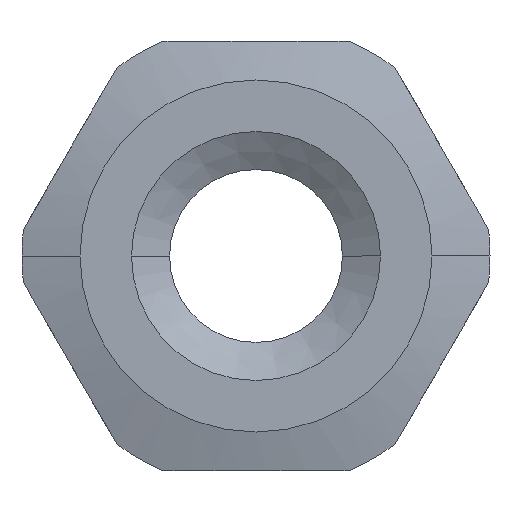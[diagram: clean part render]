
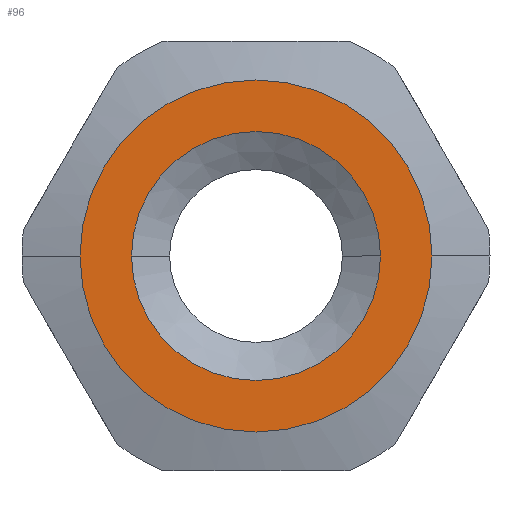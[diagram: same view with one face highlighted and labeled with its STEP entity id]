
A CAD part, left-side view. The second image highlights one B-rep face of the part: STEP entity #96.
In plain terms, the highlighted planar face has unit normal (-1, 0, 0).
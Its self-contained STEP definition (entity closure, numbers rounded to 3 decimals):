
#96=ADVANCED_FACE('',(#188,#189),#190,.T.);
#188=FACE_BOUND('',#275,.T.);
#189=FACE_OUTER_BOUND('',#276,.T.);
#190=PLANE('',#277);
#275=EDGE_LOOP('',(#489,#490));
#276=EDGE_LOOP('',(#491,#492));
#277=AXIS2_PLACEMENT_3D('',#493,#494,#495);
#489=ORIENTED_EDGE('',*,*,#541,.T.);
#490=ORIENTED_EDGE('',*,*,#598,.T.);
#491=ORIENTED_EDGE('',*,*,#544,.F.);
#492=ORIENTED_EDGE('',*,*,#596,.F.);
#493=CARTESIAN_POINT('',(-1.0,1.025,0.0));
#494=DIRECTION('',(-1.0,0.,0.0));
#495=DIRECTION('',(0.,-1.0,0.0));
#541=EDGE_CURVE('',#645,#647,#649,.T.);
#544=EDGE_CURVE('',#651,#654,#655,.T.);
#596=EDGE_CURVE('',#654,#651,#726,.T.);
#598=EDGE_CURVE('',#647,#645,#728,.T.);
#645=VERTEX_POINT('',#808);
#647=VERTEX_POINT('',#811);
#649=CIRCLE('',#814,1.45);
#651=VERTEX_POINT('',#816);
#654=VERTEX_POINT('',#820);
#655=CIRCLE('',#821,2.05);
#726=CIRCLE('',#988,2.05);
#728=CIRCLE('',#990,1.45);
#808=CARTESIAN_POINT('',(-1.0,1.45,0.0));
#811=CARTESIAN_POINT('',(-1.0,-1.45,0.));
#814=AXIS2_PLACEMENT_3D('',#1032,#1033,#1034);
#816=CARTESIAN_POINT('',(-1.0,2.05,0.0));
#820=CARTESIAN_POINT('',(-1.0,-2.05,0.));
#821=AXIS2_PLACEMENT_3D('',#1036,#1037,#1038);
#988=AXIS2_PLACEMENT_3D('',#1090,#1091,#1092);
#990=AXIS2_PLACEMENT_3D('',#1093,#1094,#1095);
#1032=CARTESIAN_POINT('',(-1.0,0.0,0.0));
#1033=DIRECTION('',(1.0,0.,-0.0));
#1034=DIRECTION('',(0.,1.0,0.0));
#1036=CARTESIAN_POINT('',(-1.0,0.0,0.0));
#1037=DIRECTION('',(1.0,0.0,0.0));
#1038=DIRECTION('',(0.0,1.0,0.0));
#1090=CARTESIAN_POINT('',(-1.0,0.0,0.0));
#1091=DIRECTION('',(1.0,0.0,0.0));
#1092=DIRECTION('',(0.0,1.0,0.0));
#1093=CARTESIAN_POINT('',(-1.0,0.0,0.0));
#1094=DIRECTION('',(1.0,0.,-0.0));
#1095=DIRECTION('',(0.,1.0,0.0));
